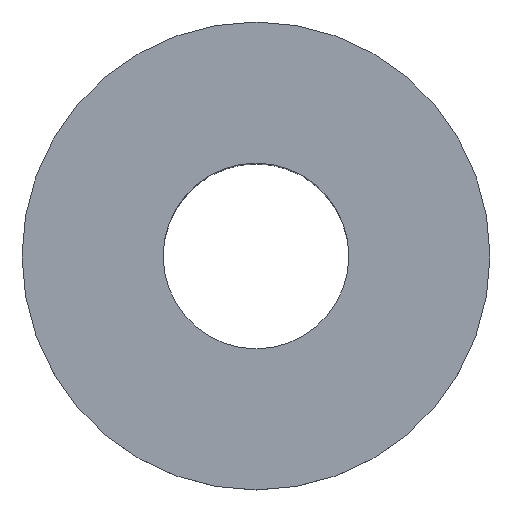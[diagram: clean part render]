
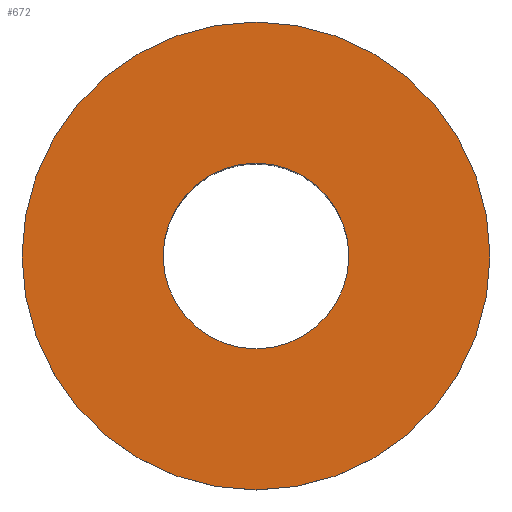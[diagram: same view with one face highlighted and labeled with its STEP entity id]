
A CAD part, top view. The second image highlights one B-rep face of the part: STEP entity #672.
In plain terms, the highlighted planar face has unit normal (0, 0, 1).
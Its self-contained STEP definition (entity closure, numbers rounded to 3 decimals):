
#29 = CARTESIAN_POINT ( 'NONE',  ( 4.762, 0., 52.5 ) ) ;
#86 = CARTESIAN_POINT ( 'NONE',  ( 12., 0., 52.5 ) ) ;
#170 = DIRECTION ( 'NONE',  ( -1., 0., 0. ) ) ;
#173 = AXIS2_PLACEMENT_3D ( 'NONE', #822, #322, #2001 ) ;
#200 = AXIS2_PLACEMENT_3D ( 'NONE', #1857, #2076, #900 ) ;
#227 = FACE_BOUND ( 'NONE', #1317, .T. ) ;
#240 = EDGE_CURVE ( 'NONE', #1394, #704, #835, .T. ) ;
#299 = AXIS2_PLACEMENT_3D ( 'NONE', #1803, #1365, #170 ) ;
#322 = DIRECTION ( 'NONE',  ( 0., 0., -1. ) ) ;
#386 = AXIS2_PLACEMENT_3D ( 'NONE', #958, #1960, #2189 ) ;
#464 = CARTESIAN_POINT ( 'NONE',  ( 0., 0., 52.5 ) ) ;
#672 = ADVANCED_FACE ( 'NONE', ( #227, #2755 ), #1905, .T. ) ;
#704 = VERTEX_POINT ( 'NONE', #2659 ) ;
#783 = ORIENTED_EDGE ( 'NONE', *, *, #2426, .F. ) ;
#822 = CARTESIAN_POINT ( 'NONE',  ( 0., 0., 52.5 ) ) ;
#835 = CIRCLE ( 'NONE', #299, 12. ) ;
#900 = DIRECTION ( 'NONE',  ( 1., 0., 0. ) ) ;
#945 = EDGE_CURVE ( 'NONE', #704, #1394, #2538, .T. ) ;
#958 = CARTESIAN_POINT ( 'NONE',  ( 0., 12., 52.5 ) ) ;
#1017 = ORIENTED_EDGE ( 'NONE', *, *, #240, .F. ) ;
#1078 = EDGE_CURVE ( 'NONE', #2790, #1869, #1933, .T. ) ;
#1317 = EDGE_LOOP ( 'NONE', ( #2634, #783 ) ) ;
#1365 = DIRECTION ( 'NONE',  ( 0., 0., -1. ) ) ;
#1394 = VERTEX_POINT ( 'NONE', #86 ) ;
#1609 = DIRECTION ( 'NONE',  ( 0., 0., 1. ) ) ;
#1794 = AXIS2_PLACEMENT_3D ( 'NONE', #464, #1609, #1863 ) ;
#1803 = CARTESIAN_POINT ( 'NONE',  ( 0., 0., 52.5 ) ) ;
#1843 = CIRCLE ( 'NONE', #200, 4.762 ) ;
#1857 = CARTESIAN_POINT ( 'NONE',  ( 0., 0., 52.5 ) ) ;
#1863 = DIRECTION ( 'NONE',  ( 1., 0., 0. ) ) ;
#1869 = VERTEX_POINT ( 'NONE', #29 ) ;
#1905 = PLANE ( 'NONE',  #386 ) ;
#1933 = CIRCLE ( 'NONE', #1794, 4.762 ) ;
#1960 = DIRECTION ( 'NONE',  ( 0., 0., 1. ) ) ;
#2001 = DIRECTION ( 'NONE',  ( -1., 0., 0. ) ) ;
#2059 = ORIENTED_EDGE ( 'NONE', *, *, #945, .F. ) ;
#2076 = DIRECTION ( 'NONE',  ( 0., 0., 1. ) ) ;
#2189 = DIRECTION ( 'NONE',  ( 1., 0., 0. ) ) ;
#2211 = EDGE_LOOP ( 'NONE', ( #2059, #1017 ) ) ;
#2426 = EDGE_CURVE ( 'NONE', #1869, #2790, #1843, .T. ) ;
#2538 = CIRCLE ( 'NONE', #173, 12. ) ;
#2629 = CARTESIAN_POINT ( 'NONE',  ( -4.762, 0., 52.5 ) ) ;
#2634 = ORIENTED_EDGE ( 'NONE', *, *, #1078, .F. ) ;
#2659 = CARTESIAN_POINT ( 'NONE',  ( -12., 0., 52.5 ) ) ;
#2755 = FACE_OUTER_BOUND ( 'NONE', #2211, .T. ) ;
#2790 = VERTEX_POINT ( 'NONE', #2629 ) ;
